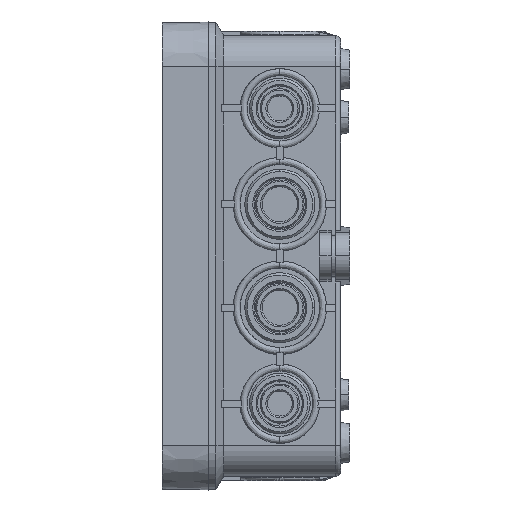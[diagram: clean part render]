
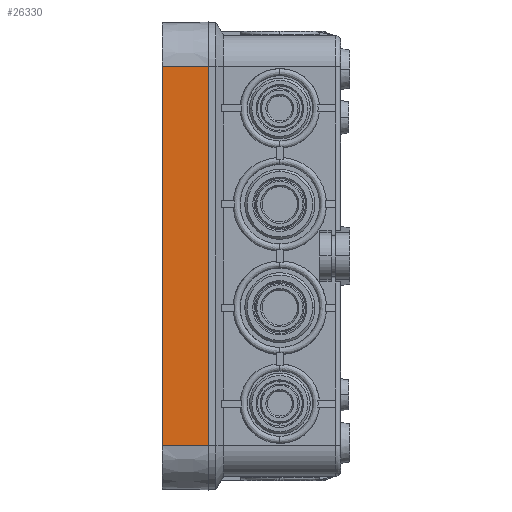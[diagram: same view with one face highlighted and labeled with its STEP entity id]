
A CAD part, left-side view. The second image highlights one B-rep face of the part: STEP entity #26330.
In plain terms, the highlighted planar face has unit normal (-1, 0.01, 0).
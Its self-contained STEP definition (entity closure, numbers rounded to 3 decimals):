
#3222 = VECTOR ( 'NONE', #18217, 1000. ) ;
#3252 = CARTESIAN_POINT ( 'NONE',  ( -17.506, 258.213, 31.335 ) ) ;
#5744 = CARTESIAN_POINT ( 'NONE',  ( -17.426, 266.233, 112.495 ) ) ;
#6267 = LINE ( 'NONE', #19254, #43986 ) ;
#8862 = VERTEX_POINT ( 'NONE', #15760 ) ;
#12556 = VECTOR ( 'NONE', #39663, 1000. ) ;
#12756 = CARTESIAN_POINT ( 'NONE',  ( -17.406, 268.213, 112.495 ) ) ;
#12989 = EDGE_CURVE ( 'NONE', #8862, #33419, #33548, .T. ) ;
#14750 = DIRECTION ( 'NONE',  ( -1., 0.01, 0. ) ) ;
#15252 = VERTEX_POINT ( 'NONE', #18225 ) ;
#15760 = CARTESIAN_POINT ( 'NONE',  ( -17.506, 258.213, 112.495 ) ) ;
#18217 = DIRECTION ( 'NONE',  ( 0., 0., -1. ) ) ;
#18225 = CARTESIAN_POINT ( 'NONE',  ( -17.406, 268.213, 31.335 ) ) ;
#19254 = CARTESIAN_POINT ( 'NONE',  ( -17.406, 268.213, 56.887 ) ) ;
#19957 = FACE_OUTER_BOUND ( 'NONE', #38827, .T. ) ;
#21349 = CARTESIAN_POINT ( 'NONE',  ( -17.426, 266.233, 31.335 ) ) ;
#22780 = DIRECTION ( 'NONE',  ( 0., 0., 1. ) ) ;
#22797 = EDGE_CURVE ( 'NONE', #15252, #33419, #31976, .T. ) ;
#24234 = VECTOR ( 'NONE', #45816, 1000. ) ;
#24765 = ORIENTED_EDGE ( 'NONE', *, *, #22797, .T. ) ;
#26330 = ADVANCED_FACE ( 'NONE', ( #19957 ), #40092, .T. ) ;
#28881 = ORIENTED_EDGE ( 'NONE', *, *, #35652, .F. ) ;
#31023 = EDGE_CURVE ( 'NONE', #8862, #32572, #35090, .T. ) ;
#31976 = LINE ( 'NONE', #21349, #12556 ) ;
#32572 = VERTEX_POINT ( 'NONE', #12756 ) ;
#33419 = VERTEX_POINT ( 'NONE', #3252 ) ;
#33548 = LINE ( 'NONE', #36415, #3222 ) ;
#35090 = LINE ( 'NONE', #5744, #24234 ) ;
#35652 = EDGE_CURVE ( 'NONE', #15252, #32572, #6267, .T. ) ;
#36128 = AXIS2_PLACEMENT_3D ( 'NONE', #36607, #14750, #40253 ) ;
#36415 = CARTESIAN_POINT ( 'NONE',  ( -17.506, 258.213, 31.335 ) ) ;
#36607 = CARTESIAN_POINT ( 'NONE',  ( -17.426, 266.233, 103.915 ) ) ;
#38827 = EDGE_LOOP ( 'NONE', ( #28881, #24765, #40881, #44533 ) ) ;
#39663 = DIRECTION ( 'NONE',  ( -0.01, -1., 0. ) ) ;
#40092 = PLANE ( 'NONE',  #36128 ) ;
#40253 = DIRECTION ( 'NONE',  ( -0.01, -1., 0. ) ) ;
#40881 = ORIENTED_EDGE ( 'NONE', *, *, #12989, .F. ) ;
#43986 = VECTOR ( 'NONE', #22780, 1000. ) ;
#44533 = ORIENTED_EDGE ( 'NONE', *, *, #31023, .T. ) ;
#45816 = DIRECTION ( 'NONE',  ( 0.01, 1., 0. ) ) ;
